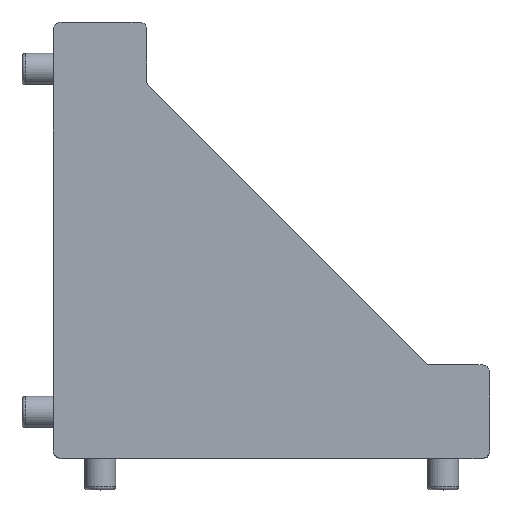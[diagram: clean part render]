
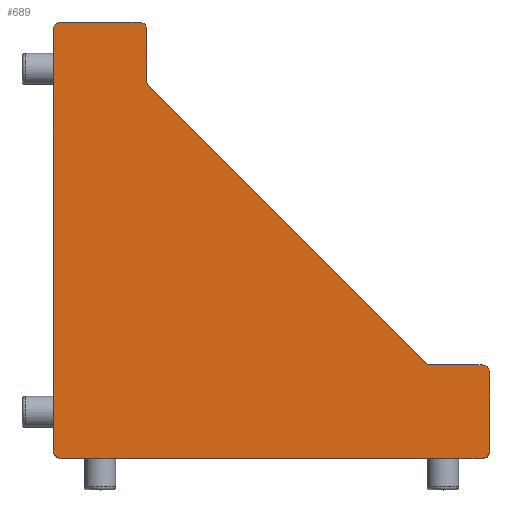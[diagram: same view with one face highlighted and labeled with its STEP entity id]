
A CAD part, top view. The second image highlights one B-rep face of the part: STEP entity #689.
In plain terms, the highlighted planar face has unit normal (0, 0, 1).
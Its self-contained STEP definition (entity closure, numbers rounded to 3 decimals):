
#15 = ORIENTED_EDGE ( 'NONE', *, *, #372, .T. ) ;
#33 = AXIS2_PLACEMENT_3D ( 'NONE', #1882, #663, #2226 ) ;
#91 = EDGE_CURVE ( 'NONE', #211, #1960, #173, .T. ) ;
#112 = CARTESIAN_POINT ( 'NONE',  ( 1., 1., 20. ) ) ;
#133 = DIRECTION ( 'NONE',  ( 0.707, -0.707, 0. ) ) ;
#157 = CARTESIAN_POINT ( 'NONE',  ( -8., 0., 20. ) ) ;
#173 = CIRCLE ( 'NONE', #1276, 0.5 ) ;
#187 = VERTEX_POINT ( 'NONE', #856 ) ;
#211 = VERTEX_POINT ( 'NONE', #1159 ) ;
#215 = ORIENTED_EDGE ( 'NONE', *, *, #787, .F. ) ;
#221 = VECTOR ( 'NONE', #2081, 1000. ) ;
#270 = ORIENTED_EDGE ( 'NONE', *, *, #433, .T. ) ;
#295 = VECTOR ( 'NONE', #1424, 1000. ) ;
#322 = LINE ( 'NONE', #157, #221 ) ;
#341 = LINE ( 'NONE', #1225, #295 ) ;
#369 = LINE ( 'NONE', #1588, #1746 ) ;
#372 = EDGE_CURVE ( 'NONE', #1899, #1406, #1280, .T. ) ;
#403 = DIRECTION ( 'NONE',  ( 0., 0., -1. ) ) ;
#405 = VECTOR ( 'NONE', #1410, 1000. ) ;
#420 = ORIENTED_EDGE ( 'NONE', *, *, #1310, .T. ) ;
#433 = EDGE_CURVE ( 'NONE', #187, #1720, #2148, .T. ) ;
#521 = EDGE_CURVE ( 'NONE', #1671, #2178, #797, .T. ) ;
#534 = ORIENTED_EDGE ( 'NONE', *, *, #91, .T. ) ;
#545 = CIRCLE ( 'NONE', #1748, 0.5 ) ;
#575 = CARTESIAN_POINT ( 'NONE',  ( -13.5, -13.5, 20. ) ) ;
#579 = CARTESIAN_POINT ( 'NONE',  ( -8., 10.207, 20. ) ) ;
#580 = LINE ( 'NONE', #1077, #405 ) ;
#595 = DIRECTION ( 'NONE',  ( 0., 0., 1. ) ) ;
#634 = CARTESIAN_POINT ( 'NONE',  ( -13.5, 13.5, 20. ) ) ;
#651 = VERTEX_POINT ( 'NONE', #2256 ) ;
#660 = CARTESIAN_POINT ( 'NONE',  ( -14., 13.5, 20. ) ) ;
#663 = DIRECTION ( 'NONE',  ( 0., 0., 1. ) ) ;
#672 = EDGE_LOOP ( 'NONE', ( #1423, #270, #420, #2062, #2242, #534, #1586, #1980, #215, #15, #1727, #1979, #1395, #1756 ) ) ;
#689 = ADVANCED_FACE ( 'NONE', ( #1042 ), #1739, .T. ) ;
#699 = DIRECTION ( 'NONE',  ( 1., 0., 0. ) ) ;
#787 = EDGE_CURVE ( 'NONE', #1899, #919, #1696, .T. ) ;
#794 = EDGE_CURVE ( 'NONE', #1671, #2162, #1237, .T. ) ;
#797 = LINE ( 'NONE', #1507, #1089 ) ;
#806 = DIRECTION ( 'NONE',  ( 0., 0., 1. ) ) ;
#838 = CARTESIAN_POINT ( 'NONE',  ( -13.5, -14., 20. ) ) ;
#853 = EDGE_CURVE ( 'NONE', #651, #2178, #1421, .T. ) ;
#856 = CARTESIAN_POINT ( 'NONE',  ( -14., -13.5, 20. ) ) ;
#895 = CARTESIAN_POINT ( 'NONE',  ( 9.854, -7.854, 20. ) ) ;
#919 = VERTEX_POINT ( 'NONE', #895 ) ;
#1037 = VERTEX_POINT ( 'NONE', #2176 ) ;
#1042 = FACE_OUTER_BOUND ( 'NONE', #672, .T. ) ;
#1065 = DIRECTION ( 'NONE',  ( 1., 0., 0. ) ) ;
#1077 = CARTESIAN_POINT ( 'NONE',  ( 14., 0., 20. ) ) ;
#1083 = DIRECTION ( 'NONE',  ( 1., 0., 0. ) ) ;
#1089 = VECTOR ( 'NONE', #2168, 1000. ) ;
#1091 = VECTOR ( 'NONE', #1126, 1000. ) ;
#1106 = EDGE_CURVE ( 'NONE', #1037, #1325, #545, .T. ) ;
#1126 = DIRECTION ( 'NONE',  ( 0., -1., 0. ) ) ;
#1152 = CARTESIAN_POINT ( 'NONE',  ( -7.854, 9.854, 20. ) ) ;
#1155 = VERTEX_POINT ( 'NONE', #1640 ) ;
#1159 = CARTESIAN_POINT ( 'NONE',  ( 14., -8.5, 20. ) ) ;
#1186 = DIRECTION ( 'NONE',  ( 0., 0., -1. ) ) ;
#1225 = CARTESIAN_POINT ( 'NONE',  ( 0., -14., 20. ) ) ;
#1231 = CARTESIAN_POINT ( 'NONE',  ( -8.5, 13.5, 20. ) ) ;
#1234 = AXIS2_PLACEMENT_3D ( 'NONE', #575, #1262, #1083 ) ;
#1237 = CIRCLE ( 'NONE', #1601, 0.5 ) ;
#1262 = DIRECTION ( 'NONE',  ( 0., 0., 1. ) ) ;
#1276 = AXIS2_PLACEMENT_3D ( 'NONE', #1464, #595, #1986 ) ;
#1280 = CIRCLE ( 'NONE', #1494, 0.5 ) ;
#1310 = EDGE_CURVE ( 'NONE', #1720, #1037, #341, .T. ) ;
#1325 = VERTEX_POINT ( 'NONE', #1387 ) ;
#1340 = DIRECTION ( 'NONE',  ( 0., 0., 1. ) ) ;
#1357 = CARTESIAN_POINT ( 'NONE',  ( -13.5, 14., 20. ) ) ;
#1374 = CARTESIAN_POINT ( 'NONE',  ( 10.207, -7.5, 20. ) ) ;
#1387 = CARTESIAN_POINT ( 'NONE',  ( 14., -13.5, 20. ) ) ;
#1395 = ORIENTED_EDGE ( 'NONE', *, *, #521, .F. ) ;
#1406 = VERTEX_POINT ( 'NONE', #579 ) ;
#1410 = DIRECTION ( 'NONE',  ( 0., -1., 0. ) ) ;
#1421 = CIRCLE ( 'NONE', #1525, 0.5 ) ;
#1423 = ORIENTED_EDGE ( 'NONE', *, *, #1939, .T. ) ;
#1424 = DIRECTION ( 'NONE',  ( 1., 0., 0. ) ) ;
#1455 = DIRECTION ( 'NONE',  ( 1., 0., 0. ) ) ;
#1464 = CARTESIAN_POINT ( 'NONE',  ( 13.5, -8.5, 20. ) ) ;
#1477 = DIRECTION ( 'NONE',  ( 1., 0., 0. ) ) ;
#1494 = AXIS2_PLACEMENT_3D ( 'NONE', #1800, #403, #1455 ) ;
#1496 = CIRCLE ( 'NONE', #2187, 0.5 ) ;
#1507 = CARTESIAN_POINT ( 'NONE',  ( 0., 14., 20. ) ) ;
#1525 = AXIS2_PLACEMENT_3D ( 'NONE', #1231, #1340, #2028 ) ;
#1586 = ORIENTED_EDGE ( 'NONE', *, *, #2175, .F. ) ;
#1588 = CARTESIAN_POINT ( 'NONE',  ( 0., -8., 20. ) ) ;
#1601 = AXIS2_PLACEMENT_3D ( 'NONE', #634, #806, #699 ) ;
#1640 = CARTESIAN_POINT ( 'NONE',  ( 10.207, -8., 20. ) ) ;
#1671 = VERTEX_POINT ( 'NONE', #1357 ) ;
#1696 = LINE ( 'NONE', #112, #1744 ) ;
#1720 = VERTEX_POINT ( 'NONE', #838 ) ;
#1727 = ORIENTED_EDGE ( 'NONE', *, *, #2093, .F. ) ;
#1739 = PLANE ( 'NONE',  #33 ) ;
#1744 = VECTOR ( 'NONE', #133, 1000. ) ;
#1746 = VECTOR ( 'NONE', #1065, 1000. ) ;
#1748 = AXIS2_PLACEMENT_3D ( 'NONE', #2013, #1843, #1477 ) ;
#1756 = ORIENTED_EDGE ( 'NONE', *, *, #794, .T. ) ;
#1800 = CARTESIAN_POINT ( 'NONE',  ( -7.5, 10.207, 20. ) ) ;
#1841 = CARTESIAN_POINT ( 'NONE',  ( 13.5, -8., 20. ) ) ;
#1843 = DIRECTION ( 'NONE',  ( 0., 0., 1. ) ) ;
#1882 = CARTESIAN_POINT ( 'NONE',  ( 0., 0., 20. ) ) ;
#1899 = VERTEX_POINT ( 'NONE', #1152 ) ;
#1939 = EDGE_CURVE ( 'NONE', #2162, #187, #1998, .T. ) ;
#1960 = VERTEX_POINT ( 'NONE', #1841 ) ;
#1979 = ORIENTED_EDGE ( 'NONE', *, *, #853, .T. ) ;
#1980 = ORIENTED_EDGE ( 'NONE', *, *, #2146, .T. ) ;
#1986 = DIRECTION ( 'NONE',  ( 1., 0., 0. ) ) ;
#1998 = LINE ( 'NONE', #2021, #1091 ) ;
#2013 = CARTESIAN_POINT ( 'NONE',  ( 13.5, -13.5, 20. ) ) ;
#2021 = CARTESIAN_POINT ( 'NONE',  ( -14., 0., 20. ) ) ;
#2028 = DIRECTION ( 'NONE',  ( 1., 0., 0. ) ) ;
#2062 = ORIENTED_EDGE ( 'NONE', *, *, #1106, .T. ) ;
#2067 = DIRECTION ( 'NONE',  ( 1., 0., 0. ) ) ;
#2081 = DIRECTION ( 'NONE',  ( 0., -1., 0. ) ) ;
#2087 = CARTESIAN_POINT ( 'NONE',  ( -8.5, 14., 20. ) ) ;
#2093 = EDGE_CURVE ( 'NONE', #651, #1406, #322, .T. ) ;
#2146 = EDGE_CURVE ( 'NONE', #1155, #919, #1496, .T. ) ;
#2148 = CIRCLE ( 'NONE', #1234, 0.5 ) ;
#2162 = VERTEX_POINT ( 'NONE', #660 ) ;
#2168 = DIRECTION ( 'NONE',  ( 1., 0., 0. ) ) ;
#2175 = EDGE_CURVE ( 'NONE', #1155, #1960, #369, .T. ) ;
#2176 = CARTESIAN_POINT ( 'NONE',  ( 13.5, -14., 20. ) ) ;
#2178 = VERTEX_POINT ( 'NONE', #2087 ) ;
#2187 = AXIS2_PLACEMENT_3D ( 'NONE', #1374, #1186, #2067 ) ;
#2226 = DIRECTION ( 'NONE',  ( 1., 0., 0. ) ) ;
#2242 = ORIENTED_EDGE ( 'NONE', *, *, #2243, .F. ) ;
#2243 = EDGE_CURVE ( 'NONE', #211, #1325, #580, .T. ) ;
#2256 = CARTESIAN_POINT ( 'NONE',  ( -8., 13.5, 20. ) ) ;
